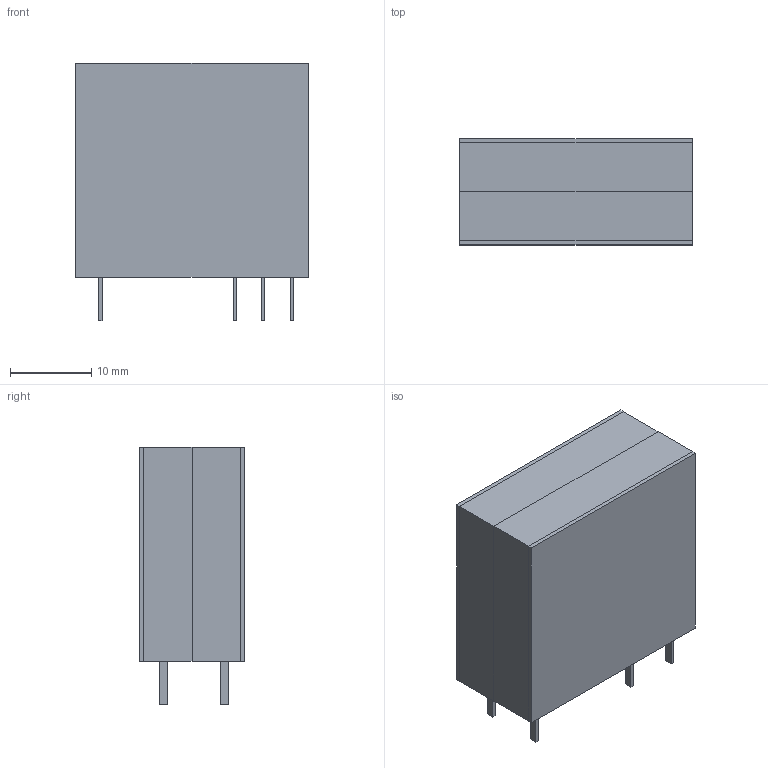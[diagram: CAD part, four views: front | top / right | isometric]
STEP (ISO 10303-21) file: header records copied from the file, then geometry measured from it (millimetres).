
FILE_DESCRIPTION(('FreeCAD Model'),'2;1');
FILE_NAME('Relay_SPDT_Finder_40.41.step','2018-01-14T15:31:30',('kicad StepUp'),( 'ksu MCAD'),'Open CASCADE STEP processor 6.8','FreeCAD','Unknown');
FILE_SCHEMA(('AUTOMOTIVE_DESIGN_CC2 { 1 2 10303 214 -1 1 5 4 }'));
Length unit declared in the file: millimetre
Products named in the file (1): Relay_SPDT_Finder_40.41
Bounding box: 28.5 x 13 x 31.6 mm (x, y, z)
Volume: 2112.6 mm3; surface area: 7448.7 mm2
Topology: 2 solids, 4 shells, 79 faces, 185 edges, 126 vertices
Faces by surface type: plane 76, cylinder 3
Full cylindrical faces by diameter (mm): 7.4 x1, 8 x2
Entity records: 1625 total; most frequent: ORIENTED_EDGE 305, EDGE_CURVE 185, CARTESIAN_POINT 178, LINE 171, VERTEX_POINT 126, FACE_BOUND 97, EDGE_LOOP 97, ADVANCED_FACE 79
